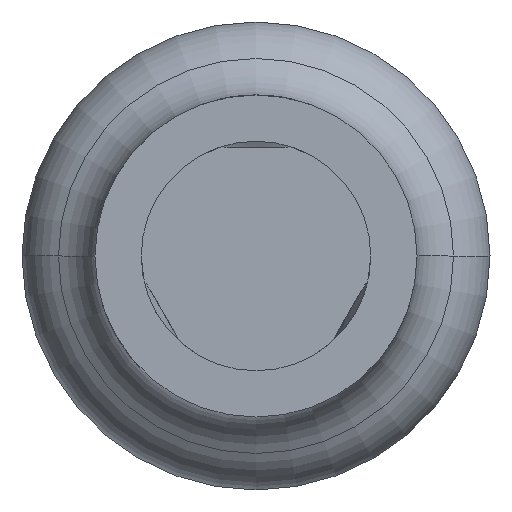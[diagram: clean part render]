
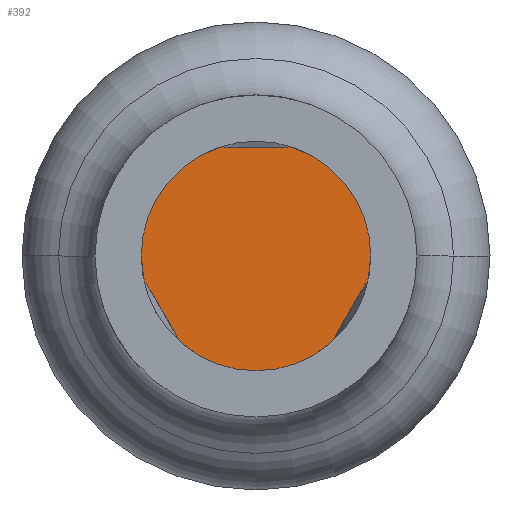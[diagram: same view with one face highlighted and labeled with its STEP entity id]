
A CAD part, front view. The second image highlights one B-rep face of the part: STEP entity #392.
In plain terms, the highlighted planar face has unit normal (0, -1, 0).
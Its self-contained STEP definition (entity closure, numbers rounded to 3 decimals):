
#31 = CARTESIAN_POINT ( 'NONE',  ( 0., -24.7, 0. ) ) ;
#173 = ORIENTED_EDGE ( 'NONE', *, *, #6226, .F. ) ;
#392 = ADVANCED_FACE ( 'Defeature ausgef�hrt1_42', ( #2782 ), #3598, .F. ) ;
#816 = CARTESIAN_POINT ( 'NONE',  ( -0.513, -24.7, 0. ) ) ;
#1046 = DIRECTION ( 'NONE',  ( 0., 1., 0. ) ) ;
#1105 = DIRECTION ( 'NONE',  ( -1., 0., 0. ) ) ;
#1280 = CARTESIAN_POINT ( 'NONE',  ( 0.513, -24.7, 0. ) ) ;
#1518 = CARTESIAN_POINT ( 'NONE',  ( 0., -24.7, 0. ) ) ;
#1811 = CIRCLE ( 'NONE', #2285, 0.513 ) ;
#2184 = DIRECTION ( 'NONE',  ( 0., 1., 0. ) ) ;
#2285 = AXIS2_PLACEMENT_3D ( 'NONE', #1518, #1046, #4019 ) ;
#2448 = AXIS2_PLACEMENT_3D ( 'NONE', #31, #3039, #1105 ) ;
#2782 = FACE_OUTER_BOUND ( 'NONE', #3308, .T. ) ;
#2851 = VERTEX_POINT ( 'NONE', #1280 ) ;
#2992 = CIRCLE ( 'NONE', #4761, 0.513 ) ;
#3039 = DIRECTION ( 'NONE',  ( 0., 1., 0. ) ) ;
#3308 = EDGE_LOOP ( 'NONE', ( #6442, #173 ) ) ;
#3598 = PLANE ( 'NONE',  #2448 ) ;
#3737 = DIRECTION ( 'NONE',  ( 1., 0., 0. ) ) ;
#4019 = DIRECTION ( 'NONE',  ( 1., 0., 0. ) ) ;
#4232 = VERTEX_POINT ( 'NONE', #816 ) ;
#4761 = AXIS2_PLACEMENT_3D ( 'NONE', #5669, #2184, #3737 ) ;
#5647 = EDGE_CURVE ( 'Defeature ausgef�hrt1_0+Defeature ausgef�hrt1_42+Defeature ausgef�hrt1_42+Defeature ausgef�hrt1_42', #4232, #2851, #1811, .T. ) ;
#5669 = CARTESIAN_POINT ( 'NONE',  ( 0., -24.7, 0. ) ) ;
#6226 = EDGE_CURVE ( 'Defeature ausgef�hrt1_0+Defeature ausgef�hrt1_42+Defeature ausgef�hrt1_42+Defeature ausgef�hrt1_42', #2851, #4232, #2992, .T. ) ;
#6442 = ORIENTED_EDGE ( 'NONE', *, *, #5647, .F. ) ;
